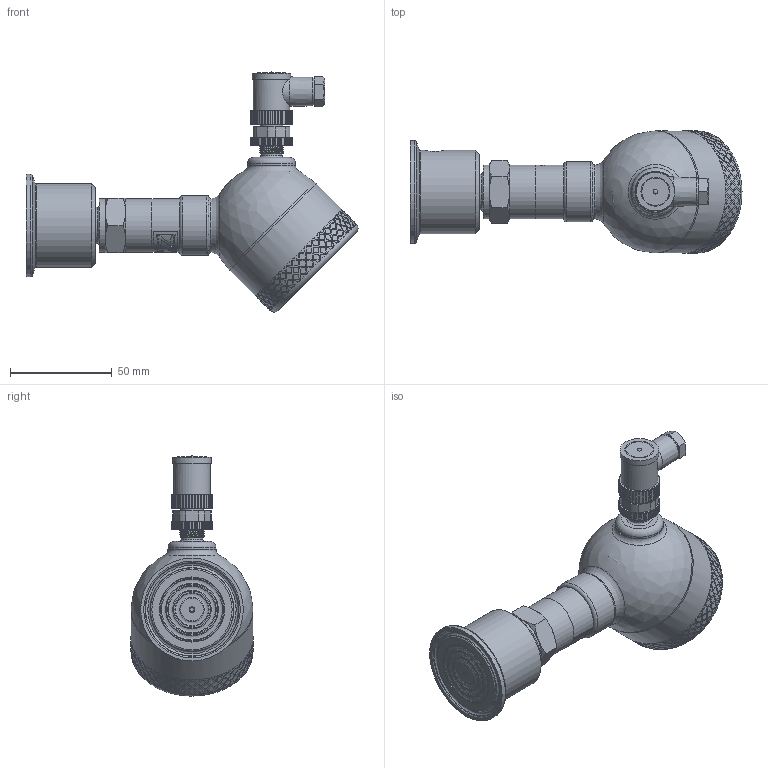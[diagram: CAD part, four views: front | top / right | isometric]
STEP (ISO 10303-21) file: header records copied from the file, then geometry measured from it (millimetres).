
FILE_DESCRIPTION(/* description */ (''),/* implementation_level */ '2;1');
FILE_NAME(/* name */ 'APZ3420sFH_ClampDN1-1''2_5.step',/* time_stamp */ '2021-07-08T16:31:45+03:00',/* author */ (''),/* organization */ (''),/* preprocessor_version */ 'ST-DEVELOPER v18.1',/* originating_system */ 'Autodesk Translation Framework v10.9.0.1377',/* authorisation */ '');
FILE_SCHEMA (('AUTOMOTIVE_DESIGN { 1 0 10303 214 3 1 1 }'));
Length unit declared in the file: millimetre
Products named in the file (9): АПЗ 3420s заполненный 
+ полевой корпус; G1\2EN; Clamp DN1-1'2 diaphragm 32 v9; Заполненный полевой 
корпус v13; Cover for display; Display; Main body; M12x1 adapter; M12x1 female angular v10
Assembly tree (7 placements, depth 3):
  АПЗ 3420s заполненный 
+ полевой корпус
    G1\2EN
    Заполненный полевой 
корпус v13
      Cover for display
      Display
      Main body
      M12x1 adapter
      M12x1 female angular v10
  Clamp DN1-1'2 diaphragm 32 v9
Bounding box: 163.38 x 60.1 x 118.16 mm (x, y, z)
Volume: 273188.6 mm3; surface area: 61735.4 mm2
Topology: 17 solids, 17 shells, 1882 faces, 4724 edges, 3106 vertices
Faces by surface type: bspline 972, cylinder 536, plane 305, cone 34, torus 32, sphere 3
Full cylindrical faces by diameter (mm): 1 x4, 2 x1, 3 x1, 3.3 x1, 5 x5, 6 x3, 7 x1, 8 x1, 9.3 x1, 9.471 x2, 10.5 x2, 10.741 x7, 11.035 x4, 11.156 x1, 11.884 x6, 12.152 x4, 13 x1, 16.7 x1, 17.5 x1, 18 x2, 18.631 x7, 19 x1, 19.7 x1, 20.955 x7, 21.6 x1, 21.767 x1, 22 x1, 22.4 x2, 23.6 x1, 24.5 x2
Entity records: 82751 total; most frequent: CARTESIAN_POINT 44840, ORIENTED_EDGE 9446, EDGE_CURVE 4723, DIRECTION 4702, VERTEX_POINT 3106, B_SPLINE_CURVE_WITH_KNOTS 2732, EDGE_LOOP 2149, FACE_OUTER_BOUND 1882
